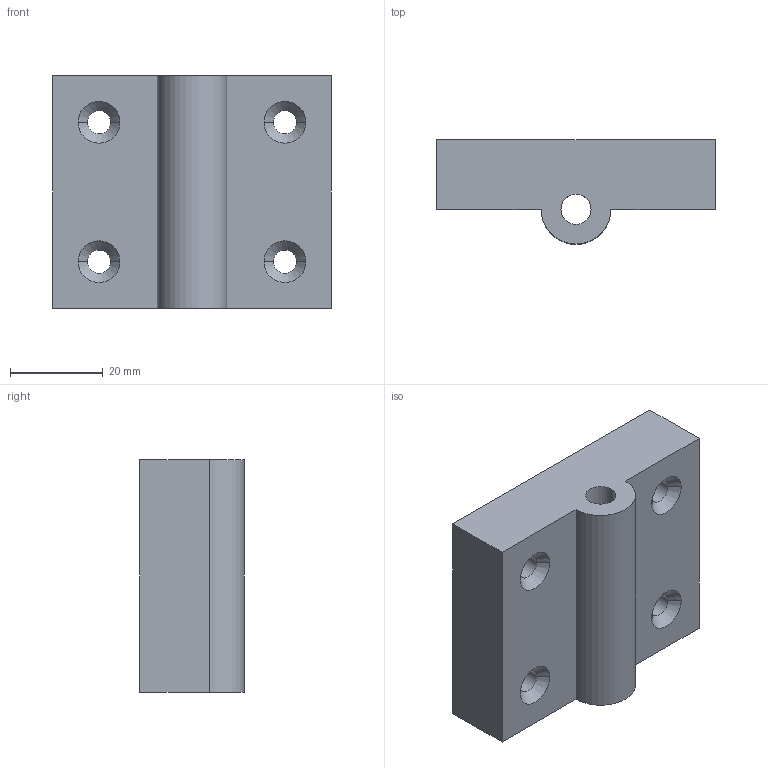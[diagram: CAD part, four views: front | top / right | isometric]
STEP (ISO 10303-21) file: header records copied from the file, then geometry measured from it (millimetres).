
FILE_DESCRIPTION(('CATIA V5 STEP Exchange'),'2;1');
FILE_NAME('Support Panneau Solaire.stp','2023-10-15T14:56:38+00:00',('none'),('none'),'CATIA Version 5 Release 17 (IN-10)','CATIA V5 STEP AP214','none');
FILE_SCHEMA(('AUTOMOTIVE_DESIGN { 1 0 10303 214 1 1 1 1 }'));
Length unit declared in the file: millimetre
Products named in the file (1): Support Panneau Solaire
Bounding box: 60 x 22.5 x 50 mm (x, y, z)
Volume: 44300.9 mm3; surface area: 12063.3 mm2
Topology: 1 solids, 1 shells, 29 faces, 70 edges, 44 vertices
Faces by surface type: cylinder 13, plane 8, cone 8
Entity records: 827 total; most frequent: ORIENTED_EDGE 140, CARTESIAN_POINT 137, DIRECTION 114, EDGE_CURVE 70, AXIS2_PLACEMENT_3D 57, VERTEX_POINT 44, EDGE_LOOP 40, VECTOR 36
